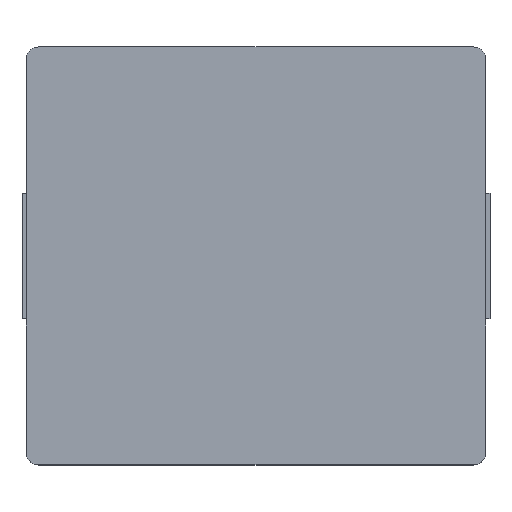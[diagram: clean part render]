
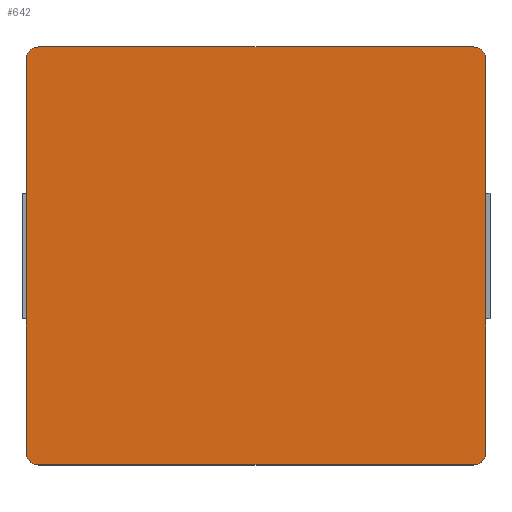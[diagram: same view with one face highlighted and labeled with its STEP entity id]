
A CAD part, top view. The second image highlights one B-rep face of the part: STEP entity #642.
In plain terms, the highlighted planar face has unit normal (0, 0, 1).
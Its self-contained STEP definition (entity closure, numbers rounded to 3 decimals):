
#32=PLANE('',#702);
#66=FACE_OUTER_BOUND('',#102,.T.);
#102=EDGE_LOOP('',(#527,#528,#529,#530,#531,#532,#533,#534));
#135=LINE('',#943,#213);
#141=LINE('',#958,#219);
#143=LINE('',#964,#221);
#160=LINE('',#998,#238);
#213=VECTOR('',#757,10.);
#219=VECTOR('',#773,10.);
#221=VECTOR('',#781,10.);
#238=VECTOR('',#816,10.);
#277=CIRCLE('',#678,0.3);
#282=CIRCLE('',#686,0.3);
#283=CIRCLE('',#688,0.3);
#284=CIRCLE('',#691,0.3);
#289=VERTEX_POINT('',#903);
#290=VERTEX_POINT('',#904);
#307=VERTEX_POINT('',#942);
#308=VERTEX_POINT('',#946);
#309=VERTEX_POINT('',#950);
#310=VERTEX_POINT('',#951);
#311=VERTEX_POINT('',#956);
#312=VERTEX_POINT('',#960);
#349=EDGE_CURVE('',#289,#290,#277,.T.);
#368=EDGE_CURVE('',#307,#290,#135,.T.);
#370=EDGE_CURVE('',#307,#308,#282,.T.);
#372=EDGE_CURVE('',#309,#310,#283,.T.);
#376=EDGE_CURVE('',#309,#311,#141,.T.);
#377=EDGE_CURVE('',#312,#311,#284,.T.);
#379=EDGE_CURVE('',#312,#308,#143,.T.);
#396=EDGE_CURVE('',#289,#310,#160,.T.);
#527=ORIENTED_EDGE('',*,*,#349,.F.);
#528=ORIENTED_EDGE('',*,*,#396,.T.);
#529=ORIENTED_EDGE('',*,*,#372,.F.);
#530=ORIENTED_EDGE('',*,*,#376,.T.);
#531=ORIENTED_EDGE('',*,*,#377,.F.);
#532=ORIENTED_EDGE('',*,*,#379,.T.);
#533=ORIENTED_EDGE('',*,*,#370,.F.);
#534=ORIENTED_EDGE('',*,*,#368,.T.);
#642=ADVANCED_FACE('',(#66),#32,.T.);
#678=AXIS2_PLACEMENT_3D('',#905,#729,#730);
#686=AXIS2_PLACEMENT_3D('',#947,#761,#762);
#688=AXIS2_PLACEMENT_3D('',#952,#766,#767);
#691=AXIS2_PLACEMENT_3D('',#961,#776,#777);
#702=AXIS2_PLACEMENT_3D('',#999,#817,#818);
#729=DIRECTION('center_axis',(0.,0.,-1.));
#730=DIRECTION('ref_axis',(-0.707,0.707,0.));
#757=DIRECTION('',(-1.,0.,0.));
#761=DIRECTION('center_axis',(0.,0.,-1.));
#762=DIRECTION('ref_axis',(0.707,0.707,0.));
#766=DIRECTION('center_axis',(0.,0.,-1.));
#767=DIRECTION('ref_axis',(-0.707,-0.707,0.));
#773=DIRECTION('',(1.,0.,0.));
#776=DIRECTION('center_axis',(0.,0.,-1.));
#777=DIRECTION('ref_axis',(0.707,-0.707,0.));
#781=DIRECTION('',(0.,1.,0.));
#816=DIRECTION('',(0.,-1.,0.));
#817=DIRECTION('center_axis',(0.,0.,1.));
#818=DIRECTION('ref_axis',(1.,0.,0.));
#903=CARTESIAN_POINT('',(-5.5,4.7,3.8));
#904=CARTESIAN_POINT('',(-5.2,5.,3.8));
#905=CARTESIAN_POINT('Origin',(-5.2,4.7,3.8));
#942=CARTESIAN_POINT('',(5.2,5.,3.8));
#943=CARTESIAN_POINT('',(5.5,5.,3.8));
#946=CARTESIAN_POINT('',(5.5,4.7,3.8));
#947=CARTESIAN_POINT('Origin',(5.2,4.7,3.8));
#950=CARTESIAN_POINT('',(-5.2,-5.,3.8));
#951=CARTESIAN_POINT('',(-5.5,-4.7,3.8));
#952=CARTESIAN_POINT('Origin',(-5.2,-4.7,3.8));
#956=CARTESIAN_POINT('',(5.2,-5.,3.8));
#958=CARTESIAN_POINT('',(-5.5,-5.,3.8));
#960=CARTESIAN_POINT('',(5.5,-4.7,3.8));
#961=CARTESIAN_POINT('Origin',(5.2,-4.7,3.8));
#964=CARTESIAN_POINT('',(5.5,-1.5,3.8));
#998=CARTESIAN_POINT('',(-5.5,5.,3.8));
#999=CARTESIAN_POINT('Origin',(0.,0.,3.8));
